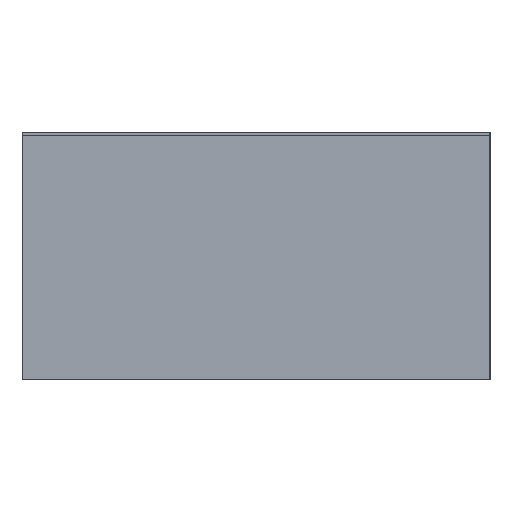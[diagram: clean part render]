
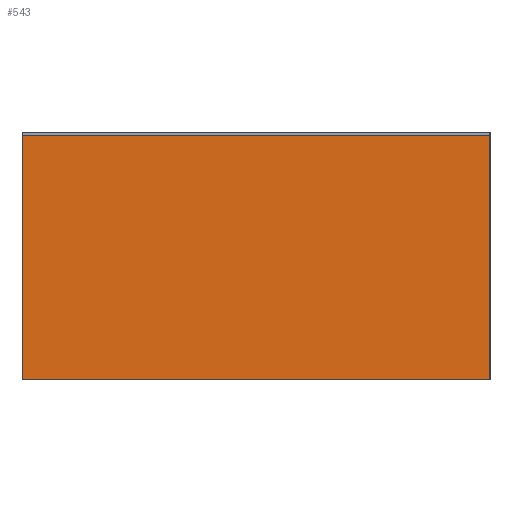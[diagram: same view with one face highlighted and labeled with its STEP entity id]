
A CAD part, left-side view. The second image highlights one B-rep face of the part: STEP entity #543.
In plain terms, the highlighted planar face has unit normal (-1, 0, 0).
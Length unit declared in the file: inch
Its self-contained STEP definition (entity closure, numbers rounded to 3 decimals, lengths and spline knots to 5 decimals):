
#39=FACE_OUTER_BOUND('',#71,.T.);
#71=EDGE_LOOP('',(#429,#430,#431,#432));
#129=LINE('',#830,#201);
#130=LINE('',#832,#202);
#131=LINE('',#834,#203);
#132=LINE('',#835,#204);
#201=VECTOR('',#678,0.031);
#202=VECTOR('',#679,0.0162);
#203=VECTOR('',#680,0.031);
#204=VECTOR('',#681,0.0162);
#261=VERTEX_POINT('',#828);
#262=VERTEX_POINT('',#829);
#263=VERTEX_POINT('',#831);
#264=VERTEX_POINT('',#833);
#321=EDGE_CURVE('',#261,#262,#129,.T.);
#322=EDGE_CURVE('',#263,#261,#130,.T.);
#323=EDGE_CURVE('',#264,#263,#131,.T.);
#324=EDGE_CURVE('',#262,#264,#132,.T.);
#429=ORIENTED_EDGE('',*,*,#321,.F.);
#430=ORIENTED_EDGE('',*,*,#322,.F.);
#431=ORIENTED_EDGE('',*,*,#323,.F.);
#432=ORIENTED_EDGE('',*,*,#324,.F.);
#511=PLANE('',#580);
#543=ADVANCED_FACE('',(#39),#511,.F.);
#580=AXIS2_PLACEMENT_3D('',#827,#676,#677);
#676=DIRECTION('center_axis',(1.,0.,0.));
#677=DIRECTION('ref_axis',(0.,0.,-1.));
#678=DIRECTION('',(0.,-1.,0.));
#679=DIRECTION('',(0.,0.,1.));
#680=DIRECTION('',(0.,1.,0.));
#681=DIRECTION('',(0.,0.,-1.));
#827=CARTESIAN_POINT('Origin',(-0.02373,0.02725,0.0075));
#828=CARTESIAN_POINT('',(-0.02373,0.04275,0.0156));
#829=CARTESIAN_POINT('',(-0.02373,0.01175,0.0156));
#830=CARTESIAN_POINT('',(-0.02373,0.04275,0.0156));
#831=CARTESIAN_POINT('',(-0.02373,0.04275,-0.0006));
#832=CARTESIAN_POINT('',(-0.02373,0.04275,-0.0006));
#833=CARTESIAN_POINT('',(-0.02373,0.01175,-0.0006));
#834=CARTESIAN_POINT('',(-0.02373,0.01175,-0.0006));
#835=CARTESIAN_POINT('',(-0.02373,0.01175,0.0156));
